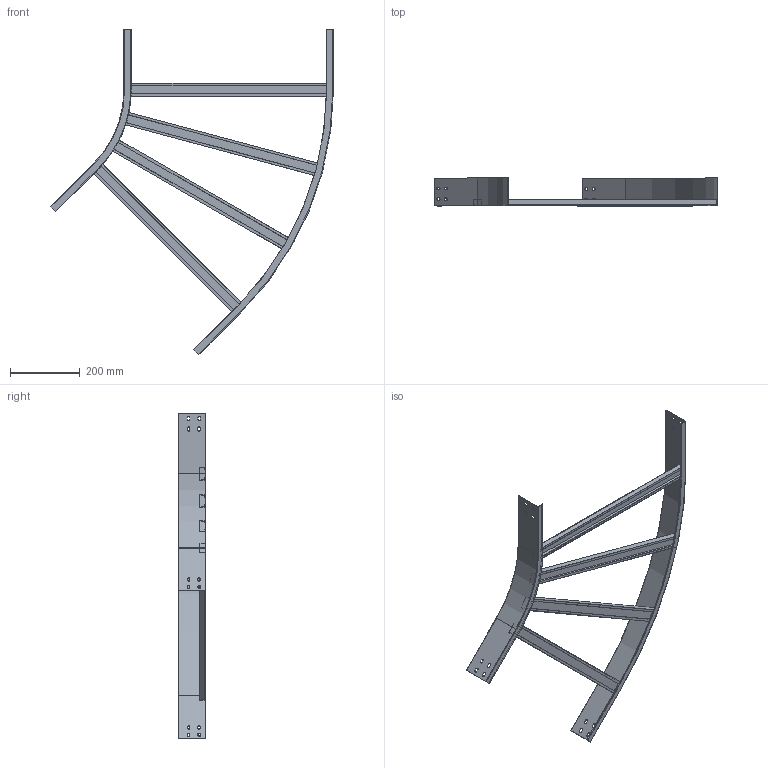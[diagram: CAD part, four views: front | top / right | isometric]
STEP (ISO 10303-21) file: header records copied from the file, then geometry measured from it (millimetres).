
FILE_DESCRIPTION (( 'STEP AP203' ), '1' );
FILE_NAME ('Óãîë ãîðèçîíòàëüíûé 45ãð R300_LC0836.step', '2012-12-18T12:44:41', ( 'Àñååâ' ), ( '' ), 'SwSTEP 2.0', 'SolidWorks 2012', '' );
FILE_SCHEMA (( 'CONFIG_CONTROL_DESIGN' ));
Length unit declared in the file: millimetre
Products named in the file (1): 鱼铍 泐痂珙眚嚯 45沭 R300_LC0836
Bounding box: 810.2 x 80 x 931.73 mm (x, y, z)
Volume: 390772.6 mm3; surface area: 711341.2 mm2
Topology: 1 solids, 1 shells, 200 faces, 588 edges, 368 vertices
Faces by surface type: plane 144, cylinder 50, torus 6
Entity records: 6757 total; most frequent: ORIENTED_EDGE 1176, CARTESIAN_POINT 1157, DIRECTION 1146, EDGE_CURVE 588, VECTOR 432, LINE 432, VERTEX_POINT 368, AXIS2_PLACEMENT_3D 357
